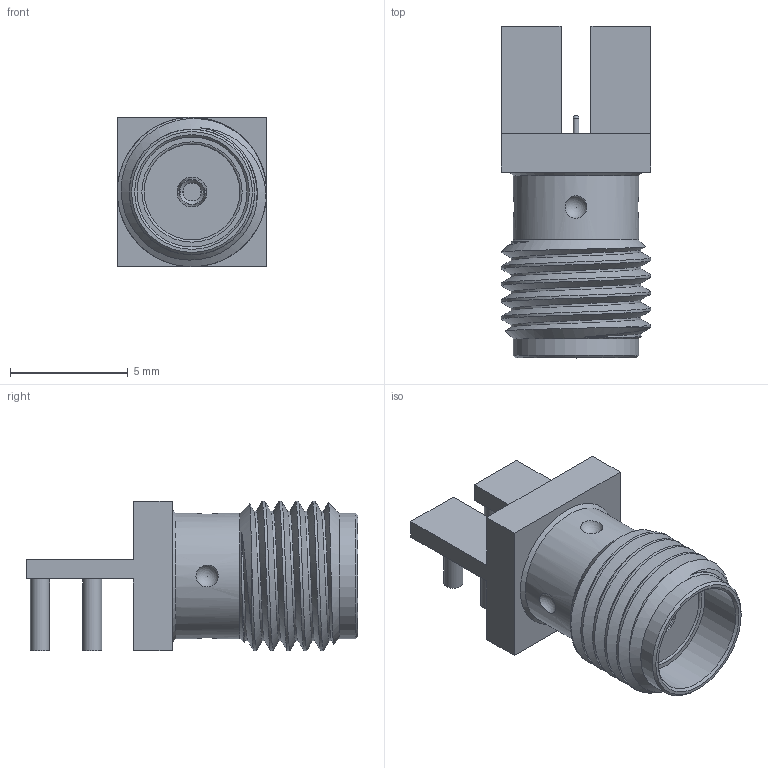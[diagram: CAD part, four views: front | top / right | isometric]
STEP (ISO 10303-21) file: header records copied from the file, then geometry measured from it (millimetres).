
FILE_DESCRIPTION(/* description */ ('Unknown'),/* implementation_level */ '2;1');
FILE_NAME(/* name */ '60312202111563',/* time_stamp */ '2024-06-07T15:28:11+02:00',/* author */ ('Unknown'),/* organization */ ('Unknown'),/* preprocessor_version */ 'ST-DEVELOPER v18.102',/* originating_system */ 'Solid Edge',/* authorisation */ 'Unknown');
FILE_SCHEMA (('AUTOMOTIVE_DESIGN {1 0 10303 214 3 1 1}'));
Length unit declared in the file: millimetre
Products named in the file (4): 60312202111563; 60312202111563_Shielding; 60312202111561_Insulator; 60312202111561_Contact Pin
Assembly tree (3 placements, depth 2):
  60312202111563
    60312202111563_Shielding
    60312202111561_Insulator
    60312202111561_Contact Pin
Bounding box: 6.35 x 14.07 x 6.35 mm (x, y, z)
Volume: 248 mm3; surface area: 698.3 mm2
Topology: 3 solids, 3 shells, 99 faces, 224 edges, 149 vertices
Faces by surface type: plane 47, cylinder 28, cone 15, sphere 4, torus 3, bspline 2
Full cylindrical faces by diameter (mm): 0.25 x2, 0.54 x2, 0.8 x2, 0.81 x4, 0.94 x1, 1.27 x3, 1.9 x2, 4.05 x3, 4.28 x2, 4.66 x1, 5.32 x2
Entity records: 3206 total; most frequent: CARTESIAN_POINT 1215, DIRECTION 408, ORIENTED_EDGE 308, AXIS2_PLACEMENT_3D 179, EDGE_LOOP 162, FACE_BOUND 162, EDGE_CURVE 154, VERTEX_POINT 120
